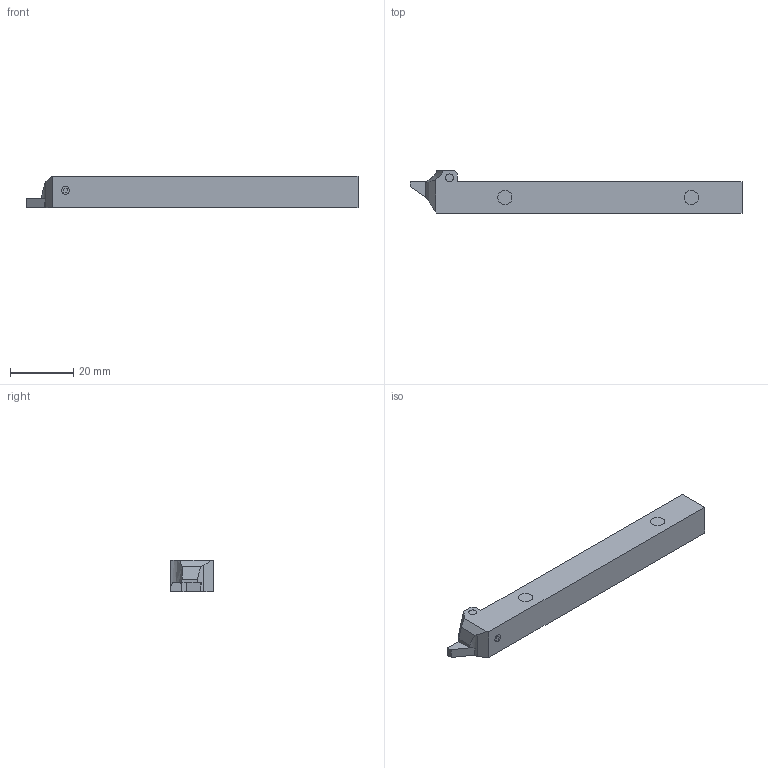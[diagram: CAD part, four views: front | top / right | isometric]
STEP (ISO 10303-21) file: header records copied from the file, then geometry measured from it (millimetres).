
FILE_DESCRIPTION (( 'STEP AP214' ), '1' );
FILE_NAME ('CUT-199-03.STEP', '2015-12-01T10:16:37', ( '' ), ( '' ), 'SwSTEP 2.0', 'SolidWorks 2015', '' );
FILE_SCHEMA (( 'AUTOMOTIVE_DESIGN' ));
Length unit declared in the file: millimetre
Products named in the file (1): CUT-199-03
Bounding box: 105 x 13.5 x 10 mm (x, y, z)
Volume: 10122.1 mm3; surface area: 4367.7 mm2
Topology: 1 solids, 1 shells, 53 faces, 153 edges, 108 vertices
Faces by surface type: plane 44, cylinder 6, bspline 3
Entity records: 2188 total; most frequent: CARTESIAN_POINT 562, ORIENTED_EDGE 306, DIRECTION 282, EDGE_CURVE 153, VERTEX_POINT 108, AXIS2_PLACEMENT_3D 96, LINE 90, VECTOR 90
